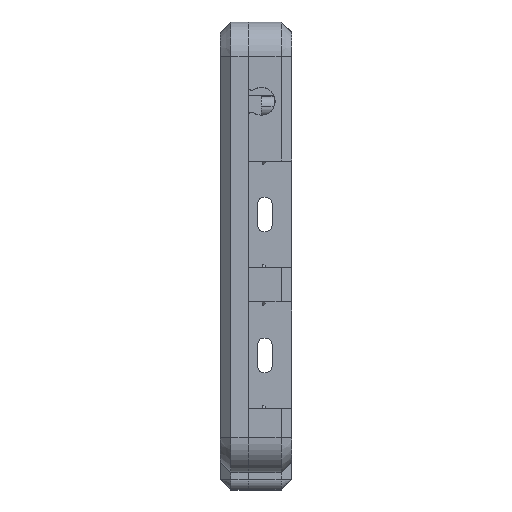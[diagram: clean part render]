
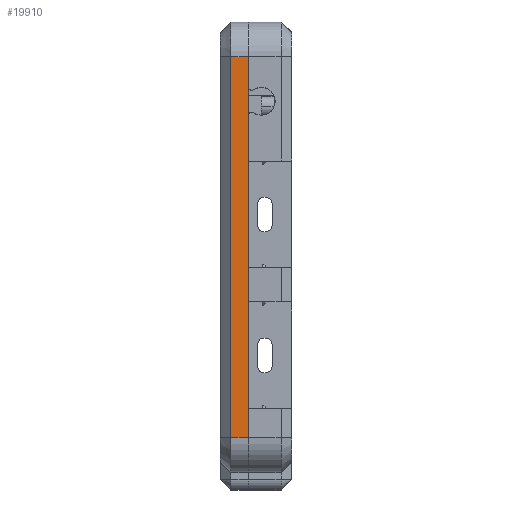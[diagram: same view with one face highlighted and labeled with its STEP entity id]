
A CAD part, left-side view. The second image highlights one B-rep face of the part: STEP entity #19910.
In plain terms, the highlighted planar face has unit normal (-1, 0, 0).
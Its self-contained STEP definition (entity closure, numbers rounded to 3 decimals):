
#17636=DIRECTION('',(0.,0.,1.));
#17637=VECTOR('',#17636,109.83);
#17638=CARTESIAN_POINT('',(-149.815,-2.25,19.017));
#17639=LINE('',#17638,#17637);
#17748=DIRECTION('',(0.,1.,0.));
#17749=VECTOR('',#17748,5.);
#17750=CARTESIAN_POINT('',(-149.815,-2.25,19.017));
#17751=LINE('',#17750,#17749);
#17752=DIRECTION('',(0.,0.,-1.));
#17753=VECTOR('',#17752,109.83);
#17754=CARTESIAN_POINT('',(-149.815,2.75,
128.847));
#17755=LINE('',#17754,#17753);
#19168=DIRECTION('',(0.,1.,0.));
#19169=VECTOR('',#19168,5.);
#19170=CARTESIAN_POINT('',(-149.815,-2.25,128.847));
#19171=LINE('',#19170,#19169);
#19260=CARTESIAN_POINT('',(-149.815,-2.25,19.017));
#19261=VERTEX_POINT('',#19260);
#19262=CARTESIAN_POINT('',(-149.815,-2.25,128.847));
#19264=VERTEX_POINT('',#19262);
#19616=CARTESIAN_POINT('',(-149.815,2.75,19.017));
#19617=VERTEX_POINT('',#19616);
#19620=CARTESIAN_POINT('',(-149.815,2.75,
128.847));
#19621=VERTEX_POINT('',#19620);
#19896=CARTESIAN_POINT('',(-149.815,-2.25,19.017));
#19897=DIRECTION('',(-1.,0.,0.));
#19898=DIRECTION('',(0.,0.,1.));
#19899=AXIS2_PLACEMENT_3D('',#19896,#19897,#19898);
#19900=PLANE('',#19899);
#19901=ORIENTED_EDGE('',*,*,#19749,.F.);
#19903=ORIENTED_EDGE('',*,*,#19902,.T.);
#19905=ORIENTED_EDGE('',*,*,#19904,.F.);
#19907=ORIENTED_EDGE('',*,*,#19906,.F.);
#19908=EDGE_LOOP('',(#19901,#19903,#19905,#19907));
#19909=FACE_OUTER_BOUND('',#19908,.F.);
#19910=ADVANCED_FACE('',(#19909),#19900,.T.);
#19749=EDGE_CURVE('',#19261,#19264,#17639,.T.);
#19902=EDGE_CURVE('',#19261,#19617,#17751,.T.);
#19904=EDGE_CURVE('',#19621,#19617,#17755,.T.);
#19906=EDGE_CURVE('',#19264,#19621,#19171,.T.);
